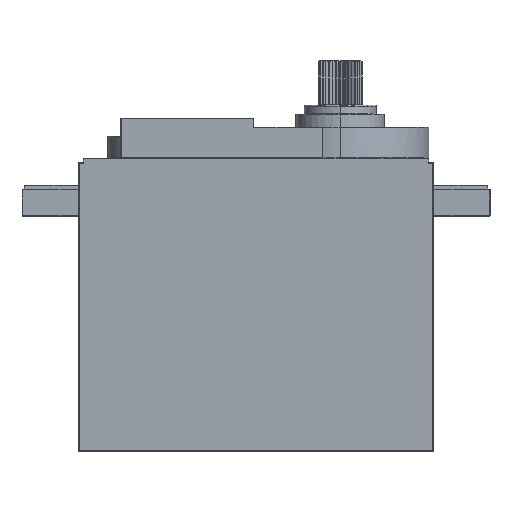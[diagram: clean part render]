
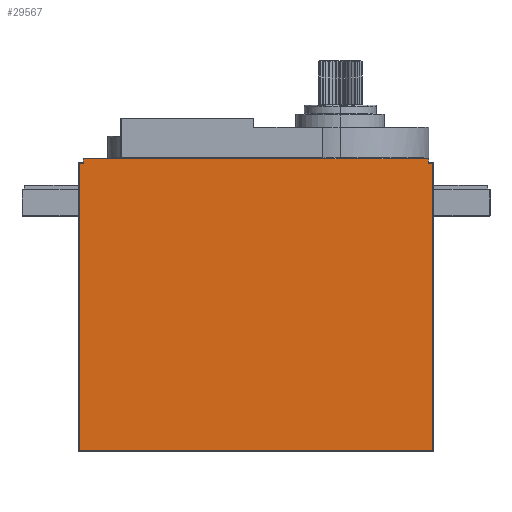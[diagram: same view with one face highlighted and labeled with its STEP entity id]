
A CAD part, top view. The second image highlights one B-rep face of the part: STEP entity #29567.
In plain terms, the highlighted planar face has unit normal (0, 0, 1).
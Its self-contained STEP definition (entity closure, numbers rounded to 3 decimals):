
#10483=CARTESIAN_POINT('Vertex',(30.207,32.95,20.)) ;
#10491=CARTESIAN_POINT('Vertex',(29.5,32.95,20.)) ;
#10495=CARTESIAN_POINT('Control Point',(29.5,32.95,20.)) ;
#10496=CARTESIAN_POINT('Control Point',(29.736,32.95,20.)) ;
#10497=CARTESIAN_POINT('Control Point',(29.971,32.95,20.)) ;
#10498=CARTESIAN_POINT('Control Point',(30.207,32.95,20.)) ;
#14163=CARTESIAN_POINT('Vertex',(28.793,32.95,20.)) ;
#14167=CARTESIAN_POINT('Control Point',(29.5,32.95,20.)) ;
#14168=CARTESIAN_POINT('Control Point',(29.264,32.95,20.)) ;
#14169=CARTESIAN_POINT('Control Point',(29.029,32.95,20.)) ;
#14170=CARTESIAN_POINT('Control Point',(28.793,32.95,20.)) ;
#17756=CARTESIAN_POINT('Vertex',(0.55,32.95,20.)) ;
#17887=CARTESIAN_POINT('Vertex',(30.914,32.95,20.)) ;
#17890=CARTESIAN_POINT('Line Origine',(0.,32.95,20.)) ;
#17894=CARTESIAN_POINT('Vertex',(39.45,32.95,20.)) ;
#17980=CARTESIAN_POINT('Line Origine',(39.45,0.,20.)) ;
#17984=CARTESIAN_POINT('Vertex',(39.45,32.55,20.)) ;
#18011=CARTESIAN_POINT('Axis2P3D Location',(39.55,32.55,20.)) ;
#18015=CARTESIAN_POINT('Vertex',(39.55,32.45,20.)) ;
#18042=CARTESIAN_POINT('Line Origine',(0.,32.45,20.)) ;
#18046=CARTESIAN_POINT('Vertex',(39.95,32.45,20.)) ;
#18127=CARTESIAN_POINT('Line Origine',(39.95,0.,20.)) ;
#18131=CARTESIAN_POINT('Vertex',(39.95,0.05,20.)) ;
#18385=CARTESIAN_POINT('Vertex',(0.05,0.05,20.)) ;
#18395=CARTESIAN_POINT('Line Origine',(0.,0.05,20.)) ;
#19538=CARTESIAN_POINT('Vertex',(0.55,32.55,20.)) ;
#19552=CARTESIAN_POINT('Vertex',(0.45,32.45,20.)) ;
#19555=CARTESIAN_POINT('Axis2P3D Location',(0.45,32.55,20.)) ;
#21691=CARTESIAN_POINT('Vertex',(0.05,32.45,20.)) ;
#26087=CARTESIAN_POINT('Line Origine',(0.05,0.,20.)) ;
#26099=CARTESIAN_POINT('Line Origine',(0.,32.45,20.)) ;
#27363=CARTESIAN_POINT('Line Origine',(0.55,0.,20.)) ;
#29489=CARTESIAN_POINT('Vertex',(28.086,32.95,20.)) ;
#29493=CARTESIAN_POINT('Control Point',(28.793,32.95,20.)) ;
#29494=CARTESIAN_POINT('Control Point',(28.557,32.95,20.)) ;
#29495=CARTESIAN_POINT('Control Point',(28.321,32.95,20.)) ;
#29496=CARTESIAN_POINT('Control Point',(28.086,32.95,20.)) ;
#29535=CARTESIAN_POINT('Axis2P3D Location',(0.,0.,20.)) ;
#29540=CARTESIAN_POINT('Line Origine',(30.561,32.95,20.)) ;
#29545=CARTESIAN_POINT('Line Origine',(14.318,32.95,20.)) ;
#17891=DIRECTION('Vector Direction',(-1.,0.,0.)) ;
#17981=DIRECTION('Vector Direction',(0.,1.,0.)) ;
#18012=DIRECTION('Axis2P3D Direction',(0.,0.,-1.)) ;
#18043=DIRECTION('Vector Direction',(-1.,0.,0.)) ;
#18128=DIRECTION('Vector Direction',(0.,1.,0.)) ;
#18396=DIRECTION('Vector Direction',(1.,0.,0.)) ;
#19556=DIRECTION('Axis2P3D Direction',(0.,0.,-1.)) ;
#26088=DIRECTION('Vector Direction',(0.,-1.,0.)) ;
#26100=DIRECTION('Vector Direction',(-1.,0.,0.)) ;
#27364=DIRECTION('Vector Direction',(0.,-1.,0.)) ;
#29536=DIRECTION('Axis2P3D Direction',(0.,0.,-1.)) ;
#29537=DIRECTION('Axis2P3D XDirection',(-1.,0.,0.)) ;
#29541=DIRECTION('Vector Direction',(1.,0.,0.)) ;
#29546=DIRECTION('Vector Direction',(-1.,0.,0.)) ;
#18013=AXIS2_PLACEMENT_3D('Circle Axis2P3D',#18011,#18012,$) ;
#19557=AXIS2_PLACEMENT_3D('Circle Axis2P3D',#19555,#19556,$) ;
#29538=AXIS2_PLACEMENT_3D('Plane Axis2P3D',#29535,#29536,#29537) ;
#29551=ORIENTED_EDGE('',*,*,#26091,.T.) ;
#29552=ORIENTED_EDGE('',*,*,#18399,.T.) ;
#29553=ORIENTED_EDGE('',*,*,#18133,.T.) ;
#29554=ORIENTED_EDGE('',*,*,#18048,.T.) ;
#29555=ORIENTED_EDGE('',*,*,#18017,.F.) ;
#29556=ORIENTED_EDGE('',*,*,#17986,.T.) ;
#29557=ORIENTED_EDGE('',*,*,#17896,.T.) ;
#29558=ORIENTED_EDGE('',*,*,#29544,.F.) ;
#29559=ORIENTED_EDGE('',*,*,#10499,.F.) ;
#29560=ORIENTED_EDGE('',*,*,#14171,.F.) ;
#29561=ORIENTED_EDGE('',*,*,#29497,.F.) ;
#29562=ORIENTED_EDGE('',*,*,#29549,.T.) ;
#29563=ORIENTED_EDGE('',*,*,#27367,.T.) ;
#29564=ORIENTED_EDGE('',*,*,#19559,.F.) ;
#29565=ORIENTED_EDGE('',*,*,#26103,.T.) ;
#17892=VECTOR('Line Direction',#17891,1.) ;
#17982=VECTOR('Line Direction',#17981,1.) ;
#18044=VECTOR('Line Direction',#18043,1.) ;
#18129=VECTOR('Line Direction',#18128,1.) ;
#18397=VECTOR('Line Direction',#18396,1.) ;
#26089=VECTOR('Line Direction',#26088,1.) ;
#26101=VECTOR('Line Direction',#26100,1.) ;
#27365=VECTOR('Line Direction',#27364,1.) ;
#29542=VECTOR('Line Direction',#29541,1.) ;
#29547=VECTOR('Line Direction',#29546,1.) ;
#29567=ADVANCED_FACE('Y\X2\00FC\X0\kseklik-Ekstr\X2\00FC\X0\zyon11',(#29566),#29539,.F.) ;
#10494=B_SPLINE_CURVE_WITH_KNOTS('',3,(#10495,#10496,#10497,#10498),.UNSPECIFIED.,.F.,.U.,(4,4),(0.,0.707),.UNSPECIFIED.) ;
#14166=B_SPLINE_CURVE_WITH_KNOTS('',3,(#14167,#14168,#14169,#14170),.UNSPECIFIED.,.F.,.U.,(4,4),(0.,0.707),.UNSPECIFIED.) ;
#29492=B_SPLINE_CURVE_WITH_KNOTS('',3,(#29493,#29494,#29495,#29496),.UNSPECIFIED.,.F.,.U.,(4,4),(0.707,1.414),.UNSPECIFIED.) ;
#18014=CIRCLE('generated circle',#18013,0.1) ;
#19558=CIRCLE('generated circle',#19557,0.1) ;
#10499=EDGE_CURVE('',#10492,#10484,#10494,.T.) ;
#14171=EDGE_CURVE('',#14164,#10492,#14166,.F.) ;
#17896=EDGE_CURVE('',#17895,#17888,#17893,.T.) ;
#17986=EDGE_CURVE('',#17985,#17895,#17983,.T.) ;
#18017=EDGE_CURVE('',#17985,#18016,#18014,.F.) ;
#18048=EDGE_CURVE('',#18047,#18016,#18045,.T.) ;
#18133=EDGE_CURVE('',#18132,#18047,#18130,.T.) ;
#18399=EDGE_CURVE('',#18386,#18132,#18398,.T.) ;
#19559=EDGE_CURVE('',#19553,#19539,#19558,.F.) ;
#26091=EDGE_CURVE('',#21692,#18386,#26090,.T.) ;
#26103=EDGE_CURVE('',#19553,#21692,#26102,.T.) ;
#27367=EDGE_CURVE('',#17757,#19539,#27366,.T.) ;
#29497=EDGE_CURVE('',#29490,#14164,#29492,.F.) ;
#29544=EDGE_CURVE('',#10484,#17888,#29543,.T.) ;
#29549=EDGE_CURVE('',#29490,#17757,#29548,.T.) ;
#29550=EDGE_LOOP('',(#29551,#29552,#29553,#29554,#29555,#29556,#29557,#29558,#29559,#29560,#29561,#29562,#29563,#29564,#29565)) ;
#29566=FACE_OUTER_BOUND('',#29550,.T.) ;
#17893=LINE('Line',#17890,#17892) ;
#17983=LINE('Line',#17980,#17982) ;
#18045=LINE('Line',#18042,#18044) ;
#18130=LINE('Line',#18127,#18129) ;
#18398=LINE('Line',#18395,#18397) ;
#26090=LINE('Line',#26087,#26089) ;
#26102=LINE('Line',#26099,#26101) ;
#27366=LINE('Line',#27363,#27365) ;
#29543=LINE('Line',#29540,#29542) ;
#29548=LINE('Line',#29545,#29547) ;
#29539=PLANE('',#29538) ;
#10484=VERTEX_POINT('',#10483) ;
#10492=VERTEX_POINT('',#10491) ;
#14164=VERTEX_POINT('',#14163) ;
#17757=VERTEX_POINT('',#17756) ;
#17888=VERTEX_POINT('',#17887) ;
#17895=VERTEX_POINT('',#17894) ;
#17985=VERTEX_POINT('',#17984) ;
#18016=VERTEX_POINT('',#18015) ;
#18047=VERTEX_POINT('',#18046) ;
#18132=VERTEX_POINT('',#18131) ;
#18386=VERTEX_POINT('',#18385) ;
#19539=VERTEX_POINT('',#19538) ;
#19553=VERTEX_POINT('',#19552) ;
#21692=VERTEX_POINT('',#21691) ;
#29490=VERTEX_POINT('',#29489) ;
